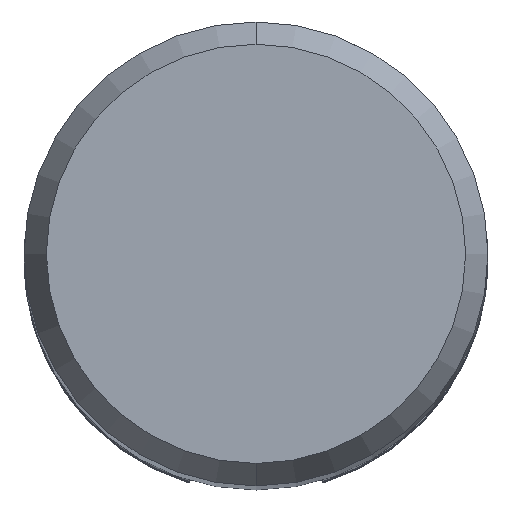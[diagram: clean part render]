
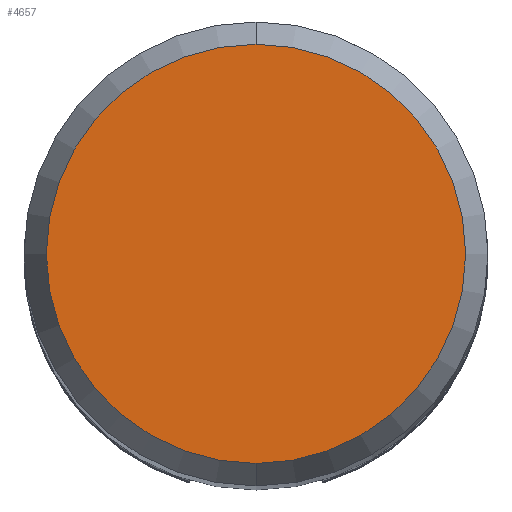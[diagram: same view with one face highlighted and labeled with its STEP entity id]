
A CAD part, top view. The second image highlights one B-rep face of the part: STEP entity #4657.
In plain terms, the highlighted planar face has unit normal (0, 0, 1).
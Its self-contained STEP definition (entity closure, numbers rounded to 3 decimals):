
#2645=VERTEX_POINT('',#6677);
#3589=EDGE_CURVE('',#2645,#5355,#7713,.T.);
#4105=EDGE_CURVE('',#5355,#2645,#8277,.T.);
#4657=ADVANCED_FACE('',(#8876),#8877,.T.);
#5355=VERTEX_POINT('',#9641);
#6677=CARTESIAN_POINT('',(0.,-5.423,0.0));
#7713=CIRCLE('',#13427,5.423);
#8277=CIRCLE('',#14423,5.423);
#8876=FACE_OUTER_BOUND('',#15419,.T.);
#8877=PLANE('',#15420);
#9641=CARTESIAN_POINT('',(0.0,5.423,0.0));
#13427=AXIS2_PLACEMENT_3D('',#19774,#19775,#19776);
#14423=AXIS2_PLACEMENT_3D('',#20388,#20389,#20390);
#15419=EDGE_LOOP('',(#21275,#21276));
#15420=AXIS2_PLACEMENT_3D('',#21277,#21278,#21279);
#19774=CARTESIAN_POINT('',(0.0,0.0,0.0));
#19775=DIRECTION('',(0.0,0.0,-1.0));
#19776=DIRECTION('',(0.0,1.0,0.0));
#20388=CARTESIAN_POINT('',(0.0,0.0,0.0));
#20389=DIRECTION('',(0.0,0.0,-1.0));
#20390=DIRECTION('',(0.0,1.0,0.0));
#21275=ORIENTED_EDGE('',*,*,#4105,.F.);
#21276=ORIENTED_EDGE('',*,*,#3589,.F.);
#21277=CARTESIAN_POINT('',(0.0,2.711,0.0));
#21278=DIRECTION('',(-0.0,0.0,1.0));
#21279=DIRECTION('',(0.0,-1.0,0.0));
